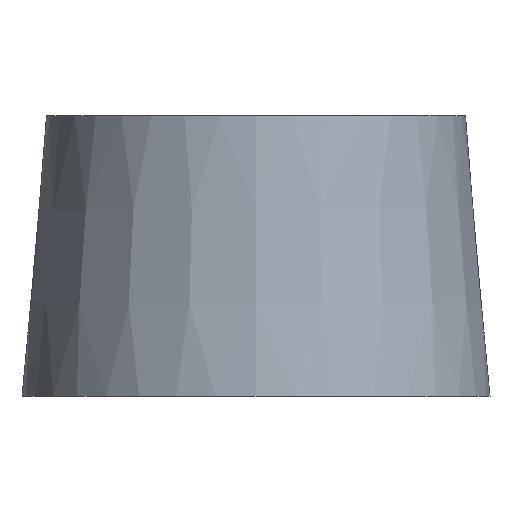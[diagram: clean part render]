
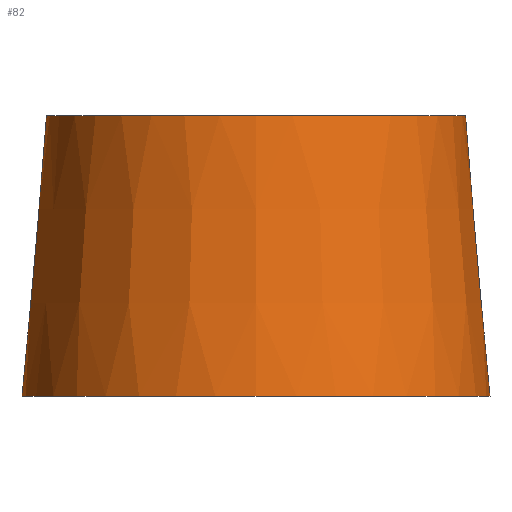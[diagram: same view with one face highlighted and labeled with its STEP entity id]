
A CAD part, left-side view. The second image highlights one B-rep face of the part: STEP entity #82.
In plain terms, the highlighted conical face has half-angle 5 degrees and reference radius 5 mm.
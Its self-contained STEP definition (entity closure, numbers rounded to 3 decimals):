
#23=FACE_OUTER_BOUND('',#29,.T.);
#29=EDGE_LOOP('',(#71,#72,#73,#74));
#34=LINE('',#163,#37);
#37=VECTOR('',#140,5.);
#42=CIRCLE('',#114,4.475);
#43=CIRCLE('',#116,5.);
#48=VERTEX_POINT('',#159);
#49=VERTEX_POINT('',#162);
#56=EDGE_CURVE('',#48,#48,#42,.T.);
#57=EDGE_CURVE('',#48,#49,#34,.T.);
#58=EDGE_CURVE('',#49,#49,#43,.T.);
#71=ORIENTED_EDGE('',*,*,#56,.T.);
#72=ORIENTED_EDGE('',*,*,#57,.T.);
#73=ORIENTED_EDGE('',*,*,#58,.T.);
#74=ORIENTED_EDGE('',*,*,#57,.F.);
#78=CONICAL_SURFACE('',#115,5.,0.087);
#82=ADVANCED_FACE('',(#23),#78,.T.);
#114=AXIS2_PLACEMENT_3D('',#160,#136,#137);
#115=AXIS2_PLACEMENT_3D('',#161,#138,#139);
#116=AXIS2_PLACEMENT_3D('',#164,#141,#142);
#136=DIRECTION('center_axis',(0.,0.,-1.));
#137=DIRECTION('ref_axis',(1.,0.,0.));
#138=DIRECTION('center_axis',(0.,0.,-1.));
#139=DIRECTION('ref_axis',(1.,0.,0.));
#140=DIRECTION('',(-0.087,0.,-0.996));
#141=DIRECTION('center_axis',(0.,0.,1.));
#142=DIRECTION('ref_axis',(1.,0.,0.));
#159=CARTESIAN_POINT('',(-4.475,0.,6.));
#160=CARTESIAN_POINT('Origin',(0.,0.,6.));
#161=CARTESIAN_POINT('Origin',(0.,0.,0.));
#162=CARTESIAN_POINT('',(-5.,0.,0.));
#163=CARTESIAN_POINT('',(-5.,0.,0.));
#164=CARTESIAN_POINT('Origin',(0.,0.,0.));
